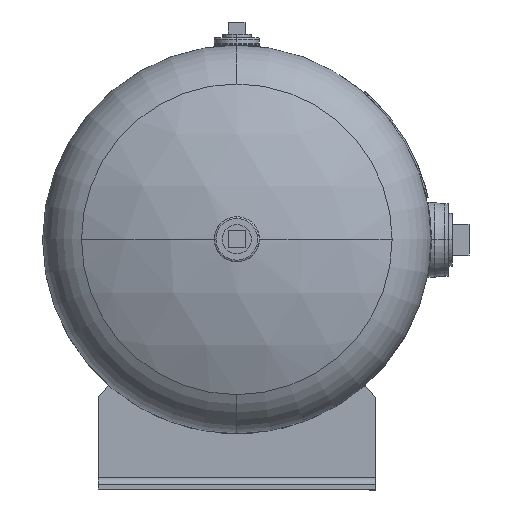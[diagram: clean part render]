
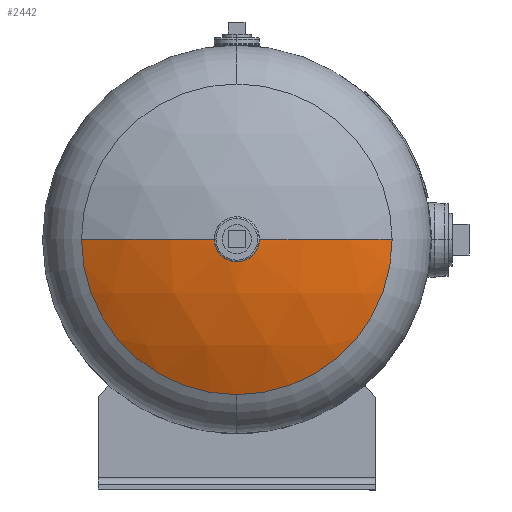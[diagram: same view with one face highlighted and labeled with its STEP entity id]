
A CAD part, top view. The second image highlights one B-rep face of the part: STEP entity #2442.
In plain terms, the highlighted spherical face has radius 320.04 mm.
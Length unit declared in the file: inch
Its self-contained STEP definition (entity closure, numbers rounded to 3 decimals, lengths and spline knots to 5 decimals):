
#149 = EDGE_CURVE ( 'NONE', #797, #793, #5139, .T. ) ;
#788 = VERTEX_POINT ( 'NONE', #8930 ) ;
#789 = VERTEX_POINT ( 'NONE', #8931 ) ;
#790 = VERTEX_POINT ( 'NONE', #8932 ) ;
#793 = VERTEX_POINT ( 'NONE', #8935 ) ;
#797 = VERTEX_POINT ( 'NONE', #8939 ) ;
#1392 = ORIENTED_EDGE ( 'NONE', *, *, #149, .F. ) ;
#1395 = ORIENTED_EDGE ( 'NONE', *, *, #2332, .T. ) ;
#1396 = ORIENTED_EDGE ( 'NONE', *, *, #2336, .F. ) ;
#1397 = ORIENTED_EDGE ( 'NONE', *, *, #3680, .F. ) ;
#1398 = ORIENTED_EDGE ( 'NONE', *, *, #2330, .F. ) ;
#2330 = EDGE_CURVE ( 'NONE', #789, #788, #5193, .T. ) ;
#2332 = EDGE_CURVE ( 'NONE', #797, #788, #5222, .T. ) ;
#2336 = EDGE_CURVE ( 'NONE', #793, #790, #5194, .T. ) ;
#2442 = ADVANCED_FACE ( 'NONE', ( #8411 ), #8412, .T. ) ;
#3680 = EDGE_CURVE ( 'NONE', #790, #789, #4148, .T. ) ;
#3852 = EDGE_LOOP ( 'NONE', ( #1392, #1395, #1398, #1397, #1396 ) ) ;
#4148 = CIRCLE ( 'NONE', #4150, 5.6 ) ;
#4150 = AXIS2_PLACEMENT_3D ( 'NONE', #4351, #4352, #4353 ) ;
#4351 = CARTESIAN_POINT ( 'NONE',  ( 0., 0., 10.18716 ) ) ;
#4352 = DIRECTION ( 'NONE',  ( 0., 0., -1. ) ) ;
#4353 = DIRECTION ( 'NONE',  ( 0., 1., 0. ) ) ;
#5139 = CIRCLE ( 'NONE', #5143, 0.7125 ) ;
#5143 = AXIS2_PLACEMENT_3D ( 'NONE', #8655, #8656, #8657 ) ;
#5193 = CIRCLE ( 'NONE', #5223, 5.6 ) ;
#5194 = CIRCLE ( 'NONE', #5225, 12.6 ) ;
#5206 = AXIS2_PLACEMENT_3D ( 'NONE', #8403, #8414, #8415 ) ;
#5222 = CIRCLE ( 'NONE', #5231, 12.6 ) ;
#5223 = AXIS2_PLACEMENT_3D ( 'NONE', #7600, #7601, #7602 ) ;
#5225 = AXIS2_PLACEMENT_3D ( 'NONE', #7717, #7718, #7719 ) ;
#5231 = AXIS2_PLACEMENT_3D ( 'NONE', #7610, #7611, #7612 ) ;
#7600 = CARTESIAN_POINT ( 'NONE',  ( 0., 0., 10.18716 ) ) ;
#7601 = DIRECTION ( 'NONE',  ( 0., 0., -1. ) ) ;
#7602 = DIRECTION ( 'NONE',  ( 0., 1., 0. ) ) ;
#7610 = CARTESIAN_POINT ( 'NONE',  ( 0., 0., -1.1 ) ) ;
#7611 = DIRECTION ( 'NONE',  ( 0., -1., 0. ) ) ;
#7612 = DIRECTION ( 'NONE',  ( 1., 0., 0. ) ) ;
#7717 = CARTESIAN_POINT ( 'NONE',  ( 0., 0., -1.1 ) ) ;
#7718 = DIRECTION ( 'NONE',  ( 0., 1., 0. ) ) ;
#7719 = DIRECTION ( 'NONE',  ( 0., 0., 1. ) ) ;
#8403 = CARTESIAN_POINT ( 'NONE',  ( 0., 0., -1.1 ) ) ;
#8411 = FACE_OUTER_BOUND ( 'NONE', #3852, .T. ) ;
#8412 = SPHERICAL_SURFACE ( 'NONE', #5206, 12.6 ) ;
#8414 = DIRECTION ( 'NONE',  ( 0., -1., 0. ) ) ;
#8415 = DIRECTION ( 'NONE',  ( 1., 0., 0. ) ) ;
#8655 = CARTESIAN_POINT ( 'NONE',  ( 0., 0., 11.47984 ) ) ;
#8656 = DIRECTION ( 'NONE',  ( 0., 0., 1. ) ) ;
#8657 = DIRECTION ( 'NONE',  ( -1., 0., 0. ) ) ;
#8930 = CARTESIAN_POINT ( 'NONE',  ( -5.6, 0., 10.18716 ) ) ;
#8931 = CARTESIAN_POINT ( 'NONE',  ( 0., -5.6, 10.18716 ) ) ;
#8932 = CARTESIAN_POINT ( 'NONE',  ( 5.6, 0., 10.18716 ) ) ;
#8935 = CARTESIAN_POINT ( 'NONE',  ( 0.7125, 0., 11.47984 ) ) ;
#8939 = CARTESIAN_POINT ( 'NONE',  ( -0.7125, 0., 11.47984 ) ) ;
